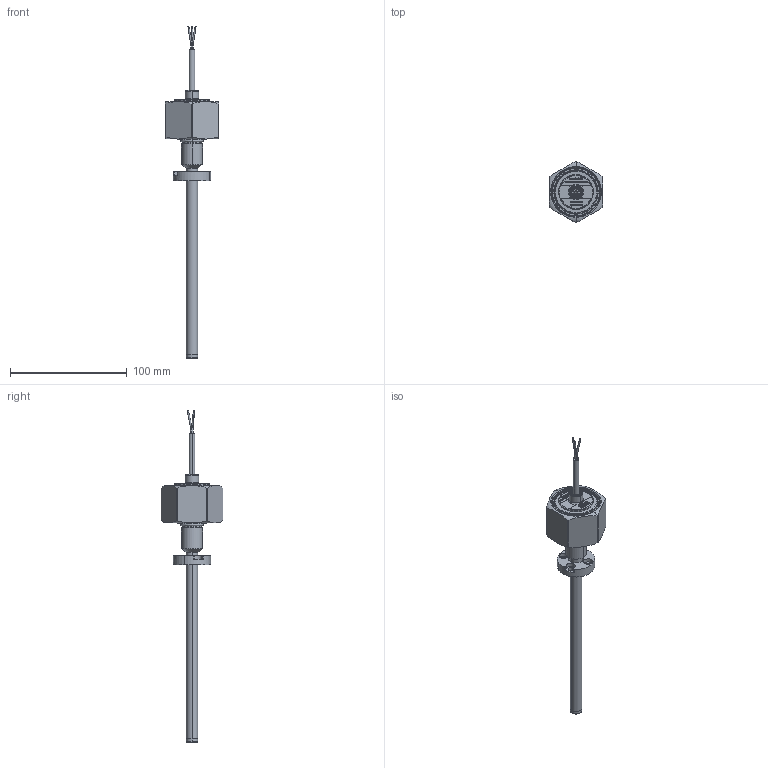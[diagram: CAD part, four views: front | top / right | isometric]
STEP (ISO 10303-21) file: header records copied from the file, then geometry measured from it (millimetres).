
FILE_DESCRIPTION (( 'STEP AP214' ), '1' );
FILE_NAME ('TIM_Schraubflansch_Kabel.STEP', '2014-04-03T06:04:45', ( 'dummy' ), ( 'Microsoft' ), 'SwSTEP 2.0', 'SolidWorks 2013', '' );
FILE_SCHEMA (( 'AUTOMOTIVE_DESIGN' ));
Length unit declared in the file: millimetre
Products named in the file (1): TIM_Schraubflansch_Kabel
Bounding box: 46 x 52.6 x 284.5 mm (x, y, z)
Surface area: 21643.8 mm2 (no closed solid volume)
Topology: 0 solids, 33 shells, 302 faces, 1857 edges, 1569 vertices
Faces by surface type: plane 148, cylinder 83, bspline 36, torus 20, cone 15
Entity records: 27179 total; most frequent: CARTESIAN_POINT 11214, ORIENTED_EDGE 2380, DIRECTION 2042, EDGE_CURVE 1857, VERTEX_POINT 1569, VECTOR 992, LINE 992, B_SPLINE_CURVE_WITH_KNOTS 606
